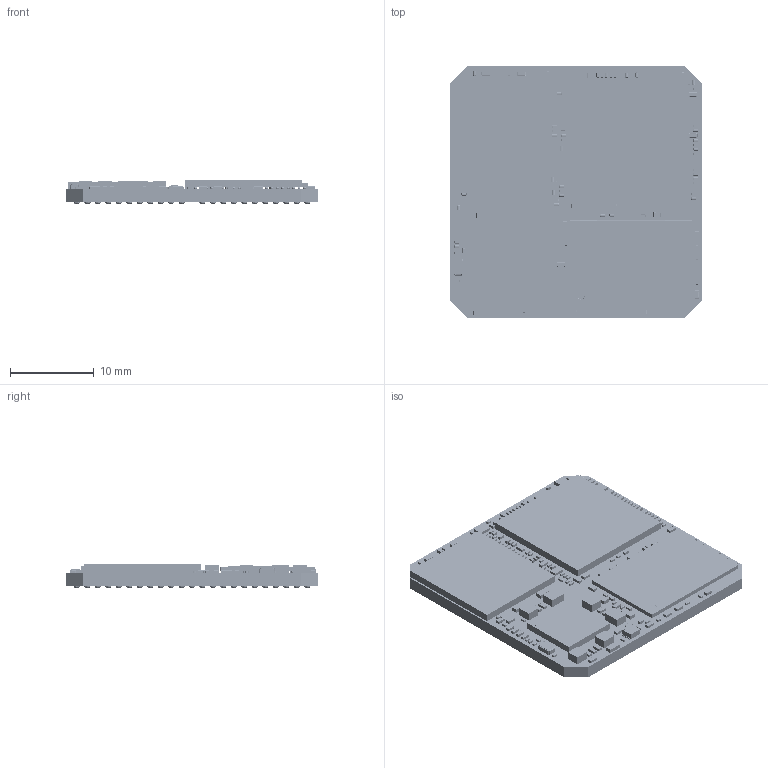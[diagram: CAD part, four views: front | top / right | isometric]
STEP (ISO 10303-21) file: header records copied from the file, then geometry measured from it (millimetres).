
FILE_DESCRIPTION(('Open CASCADE Model'),'2;1');
FILE_NAME('Open CASCADE Shape Model','2022-05-06T17:12:31',('Author'),( 'Open CASCADE'),'Open CASCADE STEP processor 6.8','Open CASCADE 6.8' ,'Unknown');
FILE_SCHEMA(('AUTOMOTIVE_DESIGN { 1 0 10303 214 1 1 1 1 }'));
Length unit declared in the file: millimetre
Products named in the file (444): PCB; BoardCM007; Open CASCADE STEP translator 6.8 1.1.1; C115CM007; 8480663840; Terminal; Open_CASCADE_STEP_translator_6.8_2.1.1; Open_CASCADE_STEP_translator_6.8_2.1.2; Mid_Body; Open_CASCADE_STEP_translator_6.8_2.2.1; R44CM007; 8644575168; Extruded; 8644574928; R36CM007; 8644574768; R39CM007; R37CM007; R42CM007; R41CM007; R43CM007; R35CM007; R34CM007; IC5CM007; 8644576288; C116CM007; 8480663680; R32CM007; R24CM007; R23CM007; R21CM007; R20CM007; R18CM007; R17CM007; R10CM007; R9CM007; L6CM007; WE-MAPI_1610_(rev1); body_SSMC_161610-XXX-SA; land_pattern_SSMC_161610-XXX-SA ...
Assembly tree (1081 placements, depth 5):
  PCB
    BoardCM007
      Open CASCADE STEP translator 6.8 1.1.1
    C115CM007
      8480663840
        Terminal
          Open_CASCADE_STEP_translator_6.8_2.1.1
          Open_CASCADE_STEP_translator_6.8_2.1.2
        Mid_Body
          Open_CASCADE_STEP_translator_6.8_2.2.1
    R44CM007
      8644575168  x2
        Extruded
      8644574928
        Extruded
    R36CM007
      8644574928
        Extruded
      8644574768  x2
        Extruded
    R39CM007
      8644574928
        Extruded
      8644574768  x2
        Extruded
    R37CM007
      8644574768  x2
        Extruded
      8644574928
        Extruded
    R42CM007
      8644574928
        Extruded
      8644574768  x2
        Extruded
    R41CM007
      8644574768  x2
        Extruded
      8644574928
        Extruded
    R43CM007
      8644574928
        Extruded
      8644574768  x2
        Extruded
    R35CM007
      8644575168  x2
        Extruded
      8644574928
        Extruded
    R34CM007
      8644574928
        Extruded
      8644575168  x2
        Extruded
    IC5CM007
      8644576288
        Extruded
    C116CM007
      8480663680
Bounding box: 30 x 30 x 2.95 mm (x, y, z)
Volume: 1874.5 mm3; surface area: 4384.5 mm2
Topology: 1021 solids, 1022 shells, 8296 faces, 18659 edges, 10073 vertices
Faces by surface type: plane 3830, cylinder 2269, sphere 889, revolution 664, bspline 644
Full cylindrical faces by diameter (mm): 0.194 x1, 0.4 x1, 0.8 x1
Entity records: 58597 total; most frequent: CARTESIAN_POINT 15988, DIRECTION 5905, ORIENTED_EDGE 4675, AXIS2_PLACEMENT_3D 2367, EDGE_CURVE 2338, VERTEX_POINT 1628, PRODUCT_DEFINITION_SHAPE 1525, FACE_BOUND 1245
